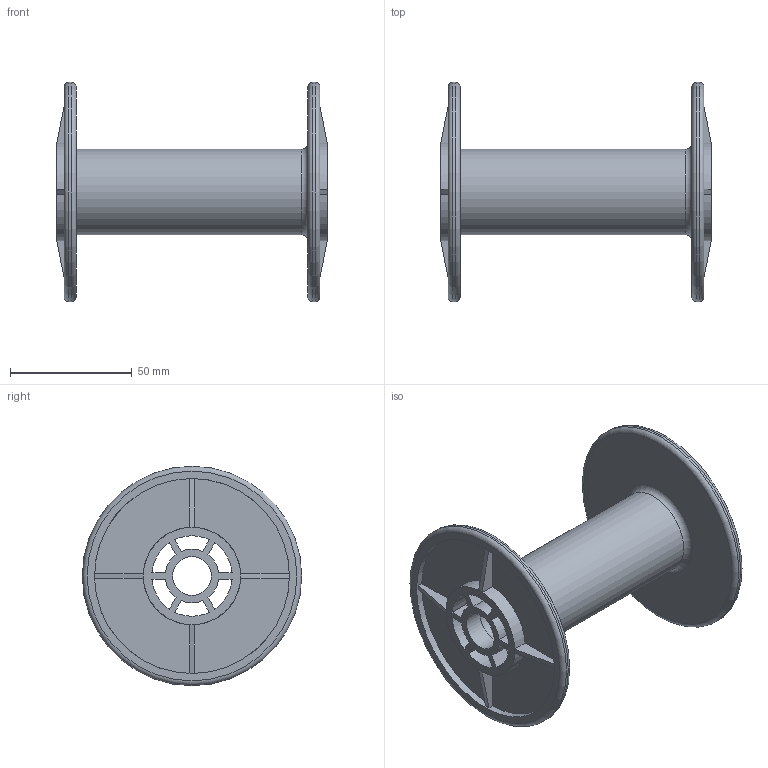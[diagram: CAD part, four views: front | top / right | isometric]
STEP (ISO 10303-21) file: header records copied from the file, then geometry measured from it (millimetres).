
FILE_DESCRIPTION(/* description */ (''),/* implementation_level */ '2;1');
FILE_NAME(/* name */ 'Mono 95 .step',/* time_stamp */ '2019-03-25T12:04:36+06:00',/* author */ ('prathikkamathudupi'),/* organization */ (''),/* preprocessor_version */ 'ST-DEVELOPER v17.2',/* originating_system */ 'Autodesk Translation Framework v7.6.0.251',/* authorisation */ '');
FILE_SCHEMA (('AUTOMOTIVE_DESIGN { 1 0 10303 214 3 1 1 }'));
Length unit declared in the file: millimetre
Products named in the file (1): Mono 95
Bounding box: 111 x 90 x 90 mm (x, y, z)
Volume: 74518.2 mm3; surface area: 68207.2 mm2
Topology: 2 solids, 2 shells, 101 faces, 285 edges, 191 vertices
Faces by surface type: plane 55, cylinder 39, torus 5, cone 2
Full cylindrical faces by diameter (mm): 16 x2, 35 x1, 80 x2, 90 x2
Entity records: 3391 total; most frequent: CARTESIAN_POINT 610, DIRECTION 589, ORIENTED_EDGE 570, EDGE_CURVE 285, AXIS2_PLACEMENT_3D 218, VERTEX_POINT 191, LINE 153, VECTOR 153
